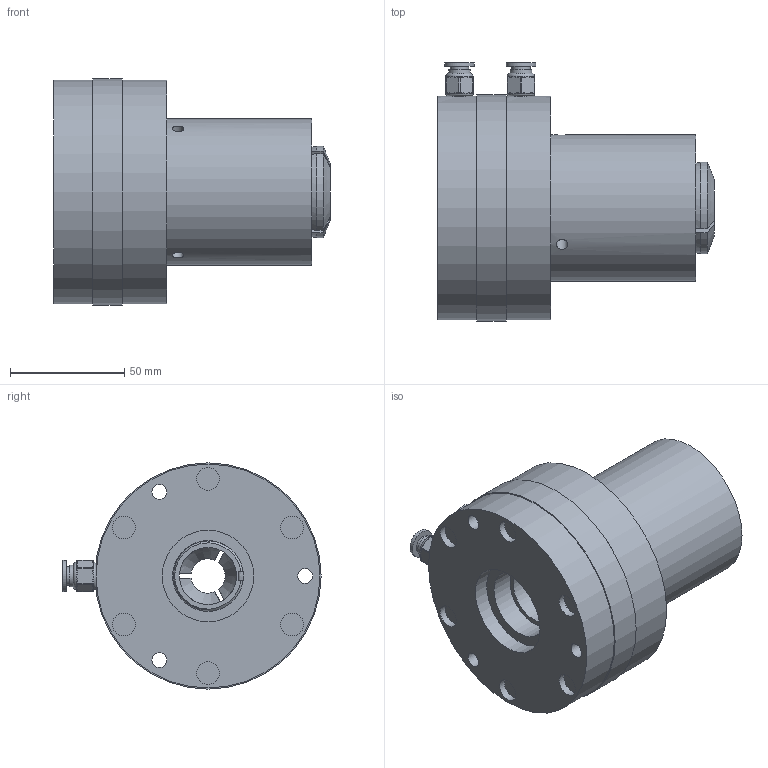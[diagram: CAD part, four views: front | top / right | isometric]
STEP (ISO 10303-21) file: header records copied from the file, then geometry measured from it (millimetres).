
FILE_DESCRIPTION (( 'STEP AP214' ), '1' );
FILE_NAME ('DAS-25SS+YB-25.STEP', '2025-02-10T07:46:00', ( '' ), ( '' ), 'SwSTEP 2.0', 'SolidWorks 2023', '' );
FILE_SCHEMA (( 'AUTOMOTIVE_DESIGN' ));
Length unit declared in the file: millimetre
Products named in the file (3): DAS-25SS+YB-25; DAS-25SS; YB-25
Assembly tree (2 placements, depth 2):
  DAS-25SS+YB-25
    DAS-25SS
    YB-25
Bounding box: 121 x 113 x 99 mm (x, y, z)
Volume: 517665.8 mm3; surface area: 81923.7 mm2
Topology: 2 solids, 2 shells, 380 faces, 974 edges, 552 vertices
Faces by surface type: cylinder 135, plane 101, bspline 100, sphere 24, cone 16, torus 4
Full cylindrical faces by diameter (mm): 5 x3, 6 x2, 6.6 x3, 8 x2, 8.5 x2, 9.5 x2, 10 x6, 11 x3, 25 x1, 31 x1, 32 x1, 32.5 x1, 40 x1, 64 x1, 98 x2, 99 x1
Entity records: 44593 total; most frequent: CARTESIAN_POINT 32800, ORIENTED_EDGE 1688, DIRECTION 1328, EDGE_CURVE 844, VERTEX_POINT 533, AXIS2_PLACEMENT_3D 533, EDGE_LOOP 461, FACE_OUTER_BOUND 418
